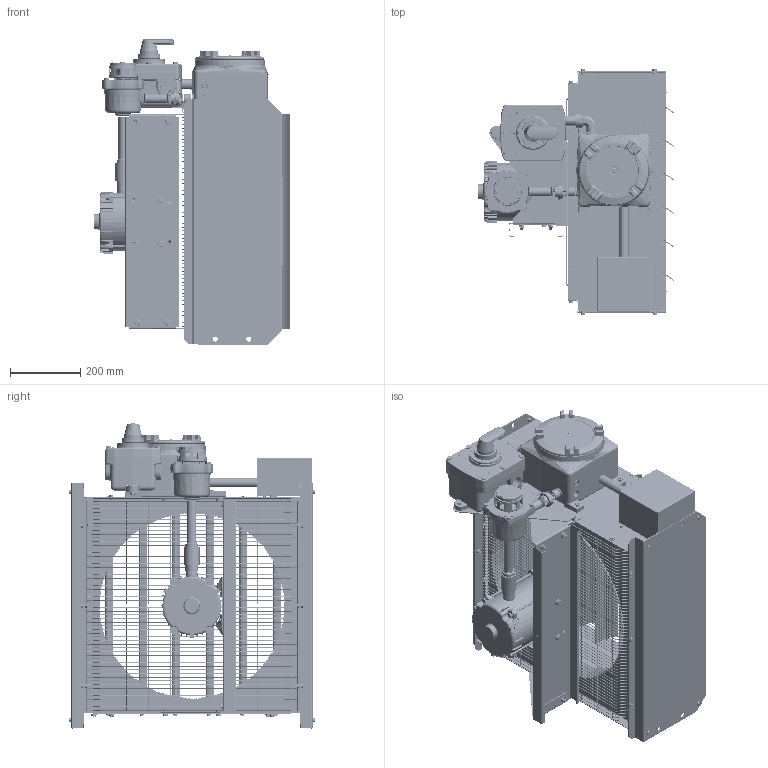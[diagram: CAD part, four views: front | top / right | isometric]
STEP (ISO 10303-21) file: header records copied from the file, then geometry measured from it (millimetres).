
FILE_DESCRIPTION (( 'STEP AP214' ), '1' );
FILE_NAME ('XEU1-20-T1-D.STEP', '2018-01-18T14:39:36', ( 'jose' ), ( 'Microsoft' ), 'SwSTEP 2.0', 'SolidWorks 2017', '' );
FILE_SCHEMA (( 'AUTOMOTIVE_DESIGN' ));
Length unit declared in the file: inch
Products named in the file (1): XEU1-20-T1-D
Bounding box: 557.09 x 698.86 x 867.35 mm (x, y, z)
Surface area: 4799514.7 mm2 (no closed solid volume)
Topology: 0 solids, 595 shells, 4172 faces, 15355 edges, 11197 vertices
Faces by surface type: plane 1367, cylinder 1318, torus 609, cone 588, bspline 262, sphere 28
Entity records: 242750 total; most frequent: CARTESIAN_POINT 64344, DIRECTION 26317, ORIENTED_EDGE 22156, EDGE_CURVE 15329, VERTEX_POINT 11195, AXIS2_PLACEMENT_3D 10241, CIRCLE 6330, VECTOR 5835
